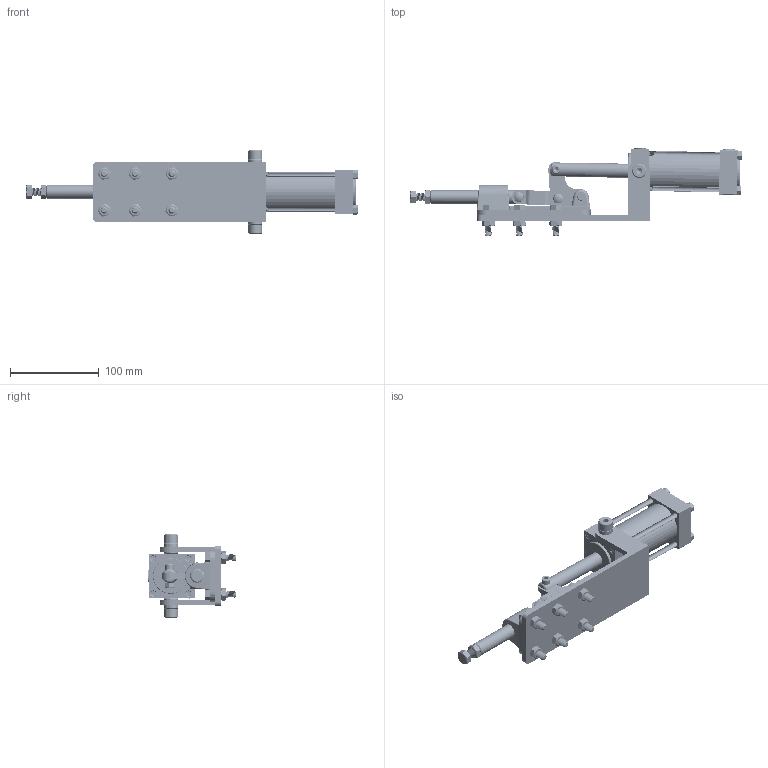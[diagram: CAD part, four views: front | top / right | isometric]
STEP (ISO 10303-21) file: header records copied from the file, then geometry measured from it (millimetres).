
FILE_DESCRIPTION (( 'STEP AP203' ), '1' );
FILE_NAME ('CH-36330-A.STEP', '2017-12-07T11:48:48', ( 'Windows' ), ( 'Microsoft' ), 'SwSTEP 2.0', 'SolidWorks 2015', '' );
FILE_SCHEMA (( 'CONFIG_CONTROL_DESIGN' ));
Length unit declared in the file: millimetre
Products named in the file (21): 25RIVET; M6-20; CH-36330-A-01_默认<按加工>; M10-50; M8-20; CH-36330-01; M8; M10-20; CH-36330-02; 錨璃2; Air cylinder-1; CH-36330-04; CH-36330-A; Air cylinder-2; CH-36330-06; Air cylinder-3; CH-36330-A-03; M10; CH-36330-A-04; 22RIVET; M6NUT
Assembly tree (36 placements, depth 2):
  CH-36330-A
    CH-36330-A-01_默认<按加工>
    CH-36330-01
    CH-36330-02
    CH-36330-04
    CH-36330-06
    CH-36330-A-03  x2
    CH-36330-A-04
    M6NUT
    M6-20
    M8-20  x6
    M10-20  x2
    Air cylinder-1
    Air cylinder-2
    Air cylinder-3  x4
    M10
    22RIVET
    25RIVET
    M10-50
    M8  x6
    錨璃2  x2
Bounding box: 374.17 x 99.6 x 94 mm (x, y, z)
Volume: 484435.4 mm3; surface area: 166452.1 mm2
Topology: 39 solids, 39 shells, 1745 faces, 4667 edges, 3052 vertices
Faces by surface type: cylinder 698, plane 504, bspline 288, cone 206, torus 45, sphere 4
Entity records: 78660 total; most frequent: CARTESIAN_POINT 47508, ORIENTED_EDGE 6880, DIRECTION 4685, EDGE_CURVE 3440, VERTEX_POINT 2253, AXIS2_PLACEMENT_3D 1576, VECTOR 1533, LINE 1533
